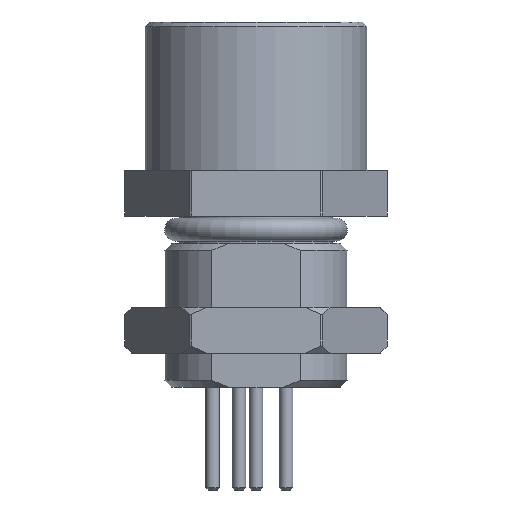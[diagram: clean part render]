
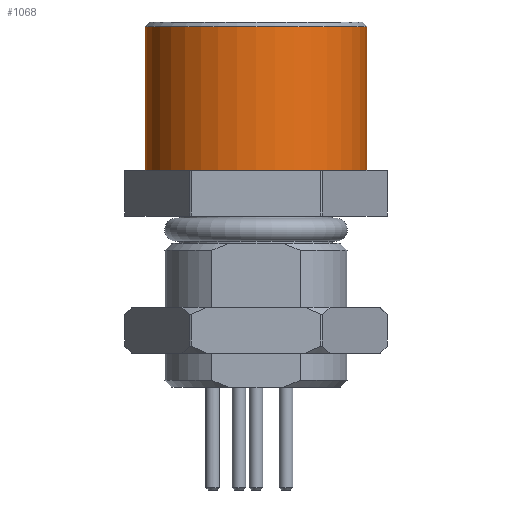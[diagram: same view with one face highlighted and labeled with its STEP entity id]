
A CAD part, front view. The second image highlights one B-rep face of the part: STEP entity #1068.
In plain terms, the highlighted cylindrical face has radius 4.85 mm (diameter 9.7 mm), a full revolution.
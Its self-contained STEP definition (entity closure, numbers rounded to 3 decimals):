
#868=FACE_BOUND('',#1496,.T.);
#869=FACE_BOUND('',#1497,.T.);
#1068=ADVANCED_FACE('',(#868,#869),#1284,.T.);
#1284=CYLINDRICAL_SURFACE('',#4178,4.85);
#1496=EDGE_LOOP('',(#2238));
#1497=EDGE_LOOP('',(#2239));
#2238=ORIENTED_EDGE('',*,*,#3499,.T.);
#2239=ORIENTED_EDGE('',*,*,#3498,.F.);
#3147=VERTEX_POINT('',#5743);
#3148=VERTEX_POINT('',#5746);
#3498=EDGE_CURVE('',#3147,#3147,#3943,.T.);
#3499=EDGE_CURVE('',#3148,#3148,#3944,.T.);
#3943=CIRCLE('',#4175,4.85);
#3944=CIRCLE('',#4177,4.85);
#4175=AXIS2_PLACEMENT_3D('',#5742,#4679,#4680);
#4177=AXIS2_PLACEMENT_3D('',#5745,#4683,#4684);
#4178=AXIS2_PLACEMENT_3D('',#5747,#4685,#4686);
#4679=DIRECTION('',(0.,0.,-1.));
#4680=DIRECTION('',(0.,1.,0.));
#4683=DIRECTION('',(0.,0.,-1.));
#4684=DIRECTION('',(0.,1.,0.));
#4685=DIRECTION('',(0.,0.,1.));
#4686=DIRECTION('',(0.,1.,0.));
#5742=CARTESIAN_POINT('',(-110.,150.,-13.2));
#5743=CARTESIAN_POINT('',(-110.,154.85,-13.2));
#5745=CARTESIAN_POINT('',(-110.,150.,-6.9));
#5746=CARTESIAN_POINT('',(-110.,154.85,-6.9));
#5747=CARTESIAN_POINT('',(-110.,150.,-13.3));
